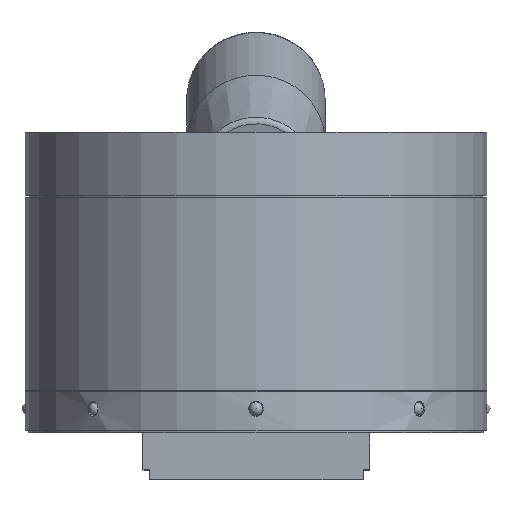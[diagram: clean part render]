
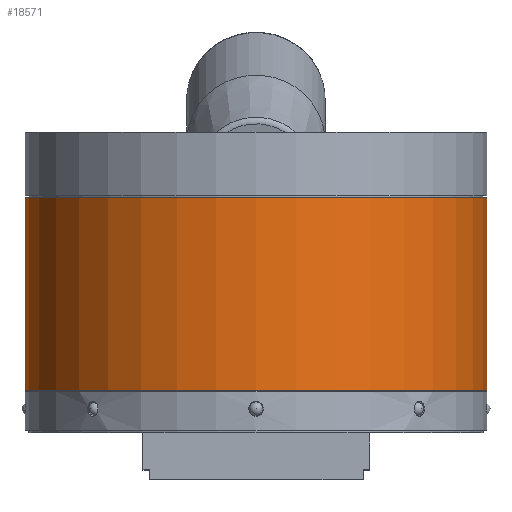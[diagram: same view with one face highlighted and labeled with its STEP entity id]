
A CAD part, left-side view. The second image highlights one B-rep face of the part: STEP entity #18571.
In plain terms, the highlighted cylindrical face has radius 30 mm (diameter 60 mm), a full revolution.
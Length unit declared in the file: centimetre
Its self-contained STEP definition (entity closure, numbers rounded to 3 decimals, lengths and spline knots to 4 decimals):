
#310=B_SPLINE_CURVE_WITH_KNOTS('',3,(#33629,#33630,#33631,#33632,#33633,
#33634,#33635,#33636,#33637,#33638,#33639,#33640,#33641,#33642,#33643,#33644,
#33645,#33646),.UNSPECIFIED.,.F.,.F.,(4,2,2,2,2,2,2,2,4),(1.6726,
1.7209,1.92,2.1087,2.2975,2.4862,
2.675,2.874,2.9224),.UNSPECIFIED.);
#311=B_SPLINE_CURVE_WITH_KNOTS('',3,(#33647,#33648,#33649,#33650,#33651,
#33652,#33653,#33654,#33655,#33656,#33657,#33658,#33659,#33660,#33661,#33662,
#33663,#33664,#33665,#33666,#33667,#33668,#33669),.UNSPECIFIED.,.F.,.F.,
(4,3,2,2,2,2,2,2,2,2,4),(2.9224,3.0731,3.2655,
3.4579,3.646,3.834,4.0221,4.2101,
4.4026,4.595,4.7455),.UNSPECIFIED.);
#4436=FACE_BOUND('',#6755,.T.);
#4437=FACE_BOUND('',#6756,.T.);
#5445=FACE_OUTER_BOUND('',#6754,.T.);
#6754=EDGE_LOOP('',(#17095));
#6755=EDGE_LOOP('',(#17096));
#6756=EDGE_LOOP('',(#17097,#17098));
#7478=CIRCLE('',#20319,3.);
#7480=CIRCLE('',#20322,3.);
#9270=VERTEX_POINT('',#33619);
#9272=VERTEX_POINT('',#33624);
#9273=VERTEX_POINT('',#33627);
#9274=VERTEX_POINT('',#33628);
#11882=EDGE_CURVE('',#9270,#9270,#7478,.T.);
#11884=EDGE_CURVE('',#9272,#9272,#7480,.T.);
#11885=EDGE_CURVE('',#9273,#9274,#310,.T.);
#11886=EDGE_CURVE('',#9274,#9273,#311,.T.);
#17095=ORIENTED_EDGE('',*,*,#11882,.F.);
#17096=ORIENTED_EDGE('',*,*,#11884,.T.);
#17097=ORIENTED_EDGE('',*,*,#11885,.T.);
#17098=ORIENTED_EDGE('',*,*,#11886,.T.);
#17544=CYLINDRICAL_SURFACE('',#20323,3.);
#18571=ADVANCED_FACE('',(#5445,#4436,#4437),#17544,.T.);
#20319=AXIS2_PLACEMENT_3D('',#33620,#25409,#25410);
#20322=AXIS2_PLACEMENT_3D('',#33625,#25415,#25416);
#20323=AXIS2_PLACEMENT_3D('',#33626,#25417,#25418);
#25409=DIRECTION('center_axis',(0.,0.,
-1.));
#25410=DIRECTION('ref_axis',(0.,1.,0.));
#25415=DIRECTION('center_axis',(0.,0.,
-1.));
#25416=DIRECTION('ref_axis',(0.,1.,0.));
#25417=DIRECTION('center_axis',(0.,0.,
1.));
#25418=DIRECTION('ref_axis',(0.,1.,0.));
#33619=CARTESIAN_POINT('',(0.,-3.,0.52));
#33620=CARTESIAN_POINT('Origin',(0.,0.,
0.52));
#33624=CARTESIAN_POINT('',(0.,-3.,3.02));
#33625=CARTESIAN_POINT('Origin',(0.,0.,
3.02));
#33626=CARTESIAN_POINT('Origin',(0.,0.,
0.52));
#33627=CARTESIAN_POINT('',(2.9617,-0.4776,2.6128));
#33628=CARTESIAN_POINT('',(2.9617,0.4776,2.6128));
#33629=CARTESIAN_POINT('Ctrl Pts',(2.9617,-0.4776,
2.6128));
#33630=CARTESIAN_POINT('Ctrl Pts',(2.9625,-0.4728,
2.6292));
#33631=CARTESIAN_POINT('Ctrl Pts',(2.9634,-0.4672,
2.6454));
#33632=CARTESIAN_POINT('Ctrl Pts',(2.9685,-0.4347,2.7267));
#33633=CARTESIAN_POINT('Ctrl Pts',(2.9742,-0.3954,
2.7868));
#33634=CARTESIAN_POINT('Ctrl Pts',(2.9846,-0.3063,
2.8798));
#33635=CARTESIAN_POINT('Ctrl Pts',(2.9901,-0.2512,
2.9201));
#33636=CARTESIAN_POINT('Ctrl Pts',(2.9978,-0.1295,
2.974));
#33637=CARTESIAN_POINT('Ctrl Pts',(3.,-0.0629,2.9876));
#33638=CARTESIAN_POINT('Ctrl Pts',(3.,0.0629,2.9876));
#33639=CARTESIAN_POINT('Ctrl Pts',(2.9978,0.1295,2.974));
#33640=CARTESIAN_POINT('Ctrl Pts',(2.9901,0.2512,2.9201));
#33641=CARTESIAN_POINT('Ctrl Pts',(2.9846,0.3063,2.8798));
#33642=CARTESIAN_POINT('Ctrl Pts',(2.9742,0.3954,2.7868));
#33643=CARTESIAN_POINT('Ctrl Pts',(2.9685,0.4347,2.7267));
#33644=CARTESIAN_POINT('Ctrl Pts',(2.9634,0.4672,2.6454));
#33645=CARTESIAN_POINT('Ctrl Pts',(2.9625,0.4728,2.6292));
#33646=CARTESIAN_POINT('Ctrl Pts',(2.9617,0.4776,2.6128));
#33647=CARTESIAN_POINT('Ctrl Pts',(2.9617,0.4776,2.6128));
#33648=CARTESIAN_POINT('Ctrl Pts',(2.9593,0.4927,2.5618));
#33649=CARTESIAN_POINT('Ctrl Pts',(2.958,0.5,2.509));
#33650=CARTESIAN_POINT('Ctrl Pts',(2.958,0.5,2.4588));
#33651=CARTESIAN_POINT('Ctrl Pts',(2.958,0.5,2.3946));
#33652=CARTESIAN_POINT('Ctrl Pts',(2.9602,0.4878,2.3261));
#33653=CARTESIAN_POINT('Ctrl Pts',(2.9682,0.4367,2.2001));
#33654=CARTESIAN_POINT('Ctrl Pts',(2.9738,0.3979,2.1426));
#33655=CARTESIAN_POINT('Ctrl Pts',(2.9844,0.3085,2.0534));
#33656=CARTESIAN_POINT('Ctrl Pts',(2.99,0.2524,2.0152));
#33657=CARTESIAN_POINT('Ctrl Pts',(2.9978,0.1295,1.9647));
#33658=CARTESIAN_POINT('Ctrl Pts',(3.,0.0627,1.9524));
#33659=CARTESIAN_POINT('Ctrl Pts',(3.,-0.0627,1.9524));
#33660=CARTESIAN_POINT('Ctrl Pts',(2.9978,-0.1295,
1.9647));
#33661=CARTESIAN_POINT('Ctrl Pts',(2.99,-0.2524,2.0152));
#33662=CARTESIAN_POINT('Ctrl Pts',(2.9844,-0.3085,
2.0534));
#33663=CARTESIAN_POINT('Ctrl Pts',(2.9738,-0.3979,
2.1426));
#33664=CARTESIAN_POINT('Ctrl Pts',(2.9682,-0.4367,
2.2001));
#33665=CARTESIAN_POINT('Ctrl Pts',(2.9602,-0.4878,
2.3261));
#33666=CARTESIAN_POINT('Ctrl Pts',(2.958,-0.5,
2.3946));
#33667=CARTESIAN_POINT('Ctrl Pts',(2.958,-0.5,
2.5089));
#33668=CARTESIAN_POINT('Ctrl Pts',(2.9593,-0.4927,
2.5618));
#33669=CARTESIAN_POINT('Ctrl Pts',(2.9617,-0.4776,
2.6128));
